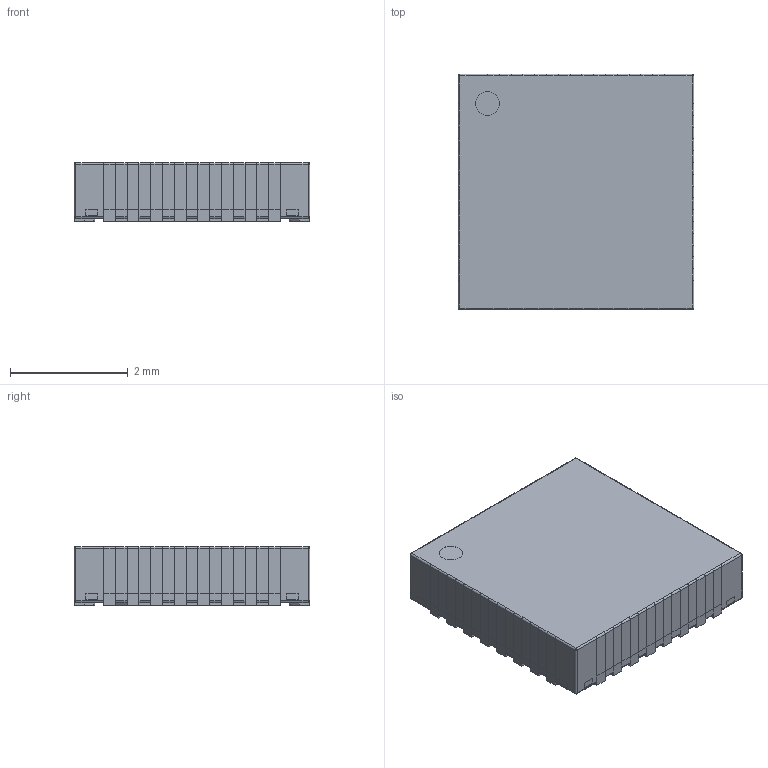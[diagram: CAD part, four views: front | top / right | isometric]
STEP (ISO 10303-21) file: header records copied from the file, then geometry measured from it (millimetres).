
FILE_DESCRIPTION(/* description */ (''),/* implementation_level */ '2;1');
FILE_NAME(/* name */ 'TI - VQFN32 RSM.step',/* time_stamp */ '2020-07-27T22:23:23+01:00',/* author */ (''),/* organization */ (''),/* preprocessor_version */ 'ST-DEVELOPER v18.1',/* originating_system */ 'Autodesk Translation Framework v9.3.0.1241',/* authorisation */ '');
FILE_SCHEMA (('AUTOMOTIVE_DESIGN { 1 0 10303 214 3 1 1 }'));
Length unit declared in the file: millimetre
Products named in the file (1): TI - VQFN32 RSM
Bounding box: 4 x 4 x 1 mm (x, y, z)
Volume: 15.7 mm3; surface area: 49 mm2
Topology: 1 solids, 1 shells, 398 faces, 982 edges, 596 vertices
Faces by surface type: plane 249, cylinder 141, sphere 8
Full cylindrical faces by diameter (mm): 0.4 x1
Entity records: 11725 total; most frequent: DIRECTION 1998, CARTESIAN_POINT 1977, ORIENTED_EDGE 1964, EDGE_CURVE 982, LINE 764, VECTOR 764, AXIS2_PLACEMENT_3D 617, VERTEX_POINT 596
